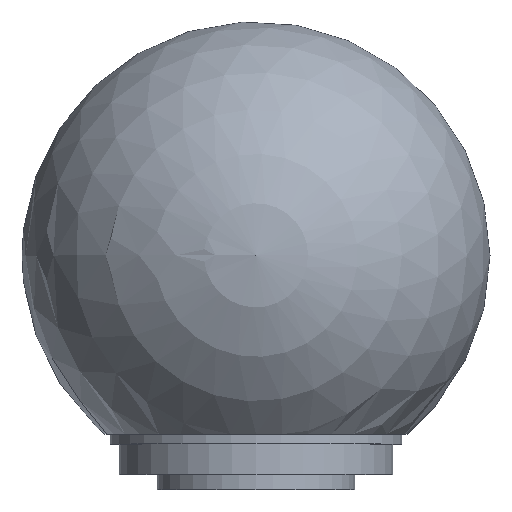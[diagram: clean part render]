
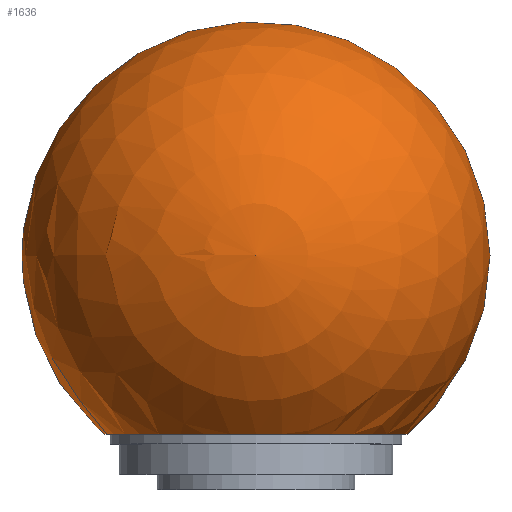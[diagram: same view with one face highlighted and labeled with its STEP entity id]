
A CAD part, top view. The second image highlights one B-rep face of the part: STEP entity #1636.
In plain terms, the highlighted spherical face has radius 38.5 mm.
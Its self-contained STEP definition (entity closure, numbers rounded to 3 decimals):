
#40=SPHERICAL_SURFACE('',#1852,38.5);
#86=FACE_BOUND('',#322,.T.);
#207=FACE_OUTER_BOUND('',#321,.T.);
#321=EDGE_LOOP('',(#1287,#1288));
#322=EDGE_LOOP('',(#1289));
#736=CIRCLE('',#1848,24.857);
#739=CIRCLE('',#1853,38.5);
#816=VERTEX_POINT('',#2613);
#820=VERTEX_POINT('',#2622);
#821=VERTEX_POINT('',#2623);
#989=EDGE_CURVE('',#816,#816,#736,.T.);
#992=EDGE_CURVE('',#820,#821,#739,.T.);
#1287=ORIENTED_EDGE('',*,*,#992,.T.);
#1288=ORIENTED_EDGE('',*,*,#992,.F.);
#1289=ORIENTED_EDGE('',*,*,#989,.T.);
#1636=ADVANCED_FACE('',(#207,#86),#40,.T.);
#1848=AXIS2_PLACEMENT_3D('',#2614,#2137,#2138);
#1852=AXIS2_PLACEMENT_3D('',#2621,#2145,#2146);
#1853=AXIS2_PLACEMENT_3D('',#2624,#2147,#2148);
#2137=DIRECTION('center_axis',(0.,1.,0.));
#2138=DIRECTION('ref_axis',(0.,0.,-1.));
#2145=DIRECTION('center_axis',(0.,0.,1.));
#2146=DIRECTION('ref_axis',(1.,0.,0.));
#2147=DIRECTION('center_axis',(0.,-1.,0.));
#2148=DIRECTION('ref_axis',(-1.,0.,0.));
#2613=CARTESIAN_POINT('',(0.,6.6,24.857));
#2614=CARTESIAN_POINT('Origin',(0.,6.6,0.));
#2621=CARTESIAN_POINT('Origin',(0.,36.,0.));
#2622=CARTESIAN_POINT('',(0.,36.,38.5));
#2623=CARTESIAN_POINT('',(0.,36.,-38.5));
#2624=CARTESIAN_POINT('Origin',(0.,36.,0.));
